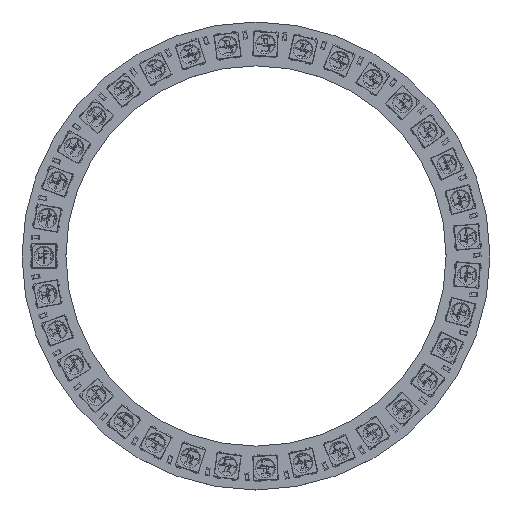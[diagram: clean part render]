
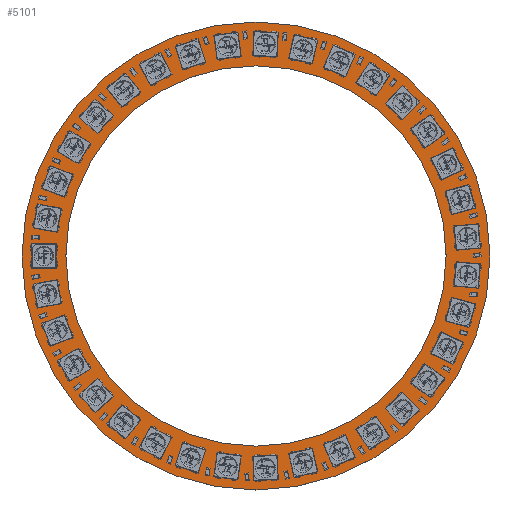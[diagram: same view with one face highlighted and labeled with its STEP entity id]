
A CAD part, top view. The second image highlights one B-rep face of the part: STEP entity #5101.
In plain terms, the highlighted planar face has unit normal (0, 0, 1).
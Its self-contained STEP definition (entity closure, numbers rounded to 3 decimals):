
#377 = DIRECTION ( 'NONE',  ( 1., 0., 0. ) ) ;
#791 = DIRECTION ( 'NONE',  ( 0., 0., 1. ) ) ;
#1003 = DIRECTION ( 'NONE',  ( 0., 0., 1. ) ) ;
#1250 = CARTESIAN_POINT ( 'NONE',  ( 39., 0., 1.2 ) ) ;
#1408 = CARTESIAN_POINT ( 'NONE',  ( 48., 0., 1.2 ) ) ;
#1480 = CIRCLE ( 'NONE', #7656, 39. ) ;
#1493 = AXIS2_PLACEMENT_3D ( 'NONE', #4539, #5781, #5176 ) ;
#1605 = CARTESIAN_POINT ( 'NONE',  ( 0., 0., 1.2 ) ) ;
#1702 = EDGE_CURVE ( 'NONE', #2537, #5460, #3667, .T. ) ;
#1727 = EDGE_LOOP ( 'NONE', ( #3359, #2112 ) ) ;
#1930 = DIRECTION ( 'NONE',  ( 1., 0., 0. ) ) ;
#2112 = ORIENTED_EDGE ( 'NONE', *, *, #3434, .F. ) ;
#2244 = AXIS2_PLACEMENT_3D ( 'NONE', #4404, #791, #1930 ) ;
#2293 = FACE_BOUND ( 'NONE', #1727, .T. ) ;
#2537 = VERTEX_POINT ( 'NONE', #5123 ) ;
#2746 = VERTEX_POINT ( 'NONE', #1250 ) ;
#3054 = DIRECTION ( 'NONE',  ( 1., 0., 0. ) ) ;
#3203 = CIRCLE ( 'NONE', #2244, 39. ) ;
#3348 = PLANE ( 'NONE',  #1493 ) ;
#3359 = ORIENTED_EDGE ( 'NONE', *, *, #4229, .F. ) ;
#3434 = EDGE_CURVE ( 'NONE', #2746, #7270, #3203, .T. ) ;
#3667 = CIRCLE ( 'NONE', #5841, 48. ) ;
#4006 = DIRECTION ( 'NONE',  ( 1., 0., 0. ) ) ;
#4229 = EDGE_CURVE ( 'NONE', #7270, #2746, #1480, .T. ) ;
#4404 = CARTESIAN_POINT ( 'NONE',  ( 0., 0., 1.2 ) ) ;
#4539 = CARTESIAN_POINT ( 'NONE',  ( 0., 0., 1.2 ) ) ;
#4596 = EDGE_LOOP ( 'NONE', ( #5029, #4833 ) ) ;
#4833 = ORIENTED_EDGE ( 'NONE', *, *, #5329, .T. ) ;
#4922 = CARTESIAN_POINT ( 'NONE',  ( -39., 0., 1.2 ) ) ;
#5029 = ORIENTED_EDGE ( 'NONE', *, *, #1702, .T. ) ;
#5101 = ADVANCED_FACE ( 'NONE', ( #5889, #2293 ), #3348, .T. ) ;
#5123 = CARTESIAN_POINT ( 'NONE',  ( -48., 0., 1.2 ) ) ;
#5176 = DIRECTION ( 'NONE',  ( 1., 0., 0. ) ) ;
#5200 = DIRECTION ( 'NONE',  ( 0., 0., 1. ) ) ;
#5329 = EDGE_CURVE ( 'NONE', #5460, #2537, #6009, .T. ) ;
#5460 = VERTEX_POINT ( 'NONE', #1408 ) ;
#5524 = CARTESIAN_POINT ( 'NONE',  ( 0., 0., 1.2 ) ) ;
#5781 = DIRECTION ( 'NONE',  ( 0., 0., 1. ) ) ;
#5841 = AXIS2_PLACEMENT_3D ( 'NONE', #7462, #1003, #377 ) ;
#5889 = FACE_OUTER_BOUND ( 'NONE', #4596, .T. ) ;
#6009 = CIRCLE ( 'NONE', #7569, 48. ) ;
#7264 = DIRECTION ( 'NONE',  ( 0., 0., 1. ) ) ;
#7270 = VERTEX_POINT ( 'NONE', #4922 ) ;
#7462 = CARTESIAN_POINT ( 'NONE',  ( 0., 0., 1.2 ) ) ;
#7569 = AXIS2_PLACEMENT_3D ( 'NONE', #5524, #7264, #3054 ) ;
#7656 = AXIS2_PLACEMENT_3D ( 'NONE', #1605, #5200, #4006 ) ;
